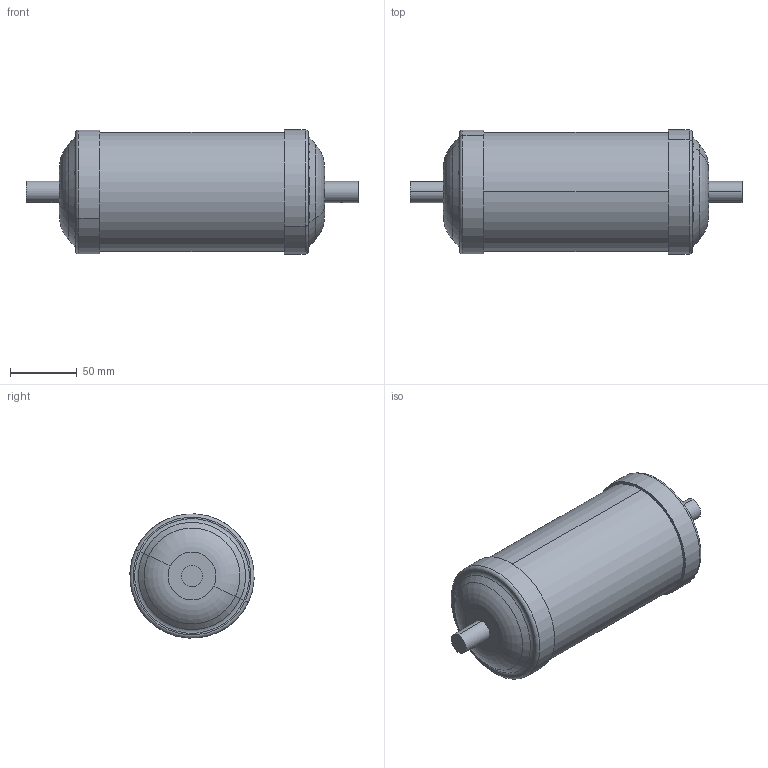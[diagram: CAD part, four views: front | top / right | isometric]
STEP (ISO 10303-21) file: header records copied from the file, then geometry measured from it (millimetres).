
FILE_DESCRIPTION (( 'STEP AP203' ), '1' );
FILE_NAME ('023B7035R - DFL 414s.STEP', '2023-05-27T05:20:43', ( '' ), ( '' ), 'SwSTEP 2.0', 'SolidWorks 2020', '' );
FILE_SCHEMA (( 'CONFIG_CONTROL_DESIGN' ));
Length unit declared in the file: millimetre
Products named in the file (1): 023B7035R - DFL 414s
Bounding box: 248 x 92.75 x 92.75 mm (x, y, z)
Volume: 1197564.2 mm3; surface area: 67190.3 mm2
Topology: 1 solids, 1 shells, 38 faces, 80 edges, 50 vertices
Faces by surface type: torus 12, cylinder 10, plane 8, sphere 4, cone 4
Entity records: 1149 total; most frequent: CARTESIAN_POINT 217, DIRECTION 206, ORIENTED_EDGE 160, AXIS2_PLACEMENT_3D 95, EDGE_CURVE 80, CIRCLE 56, VERTEX_POINT 50, EDGE_LOOP 44
